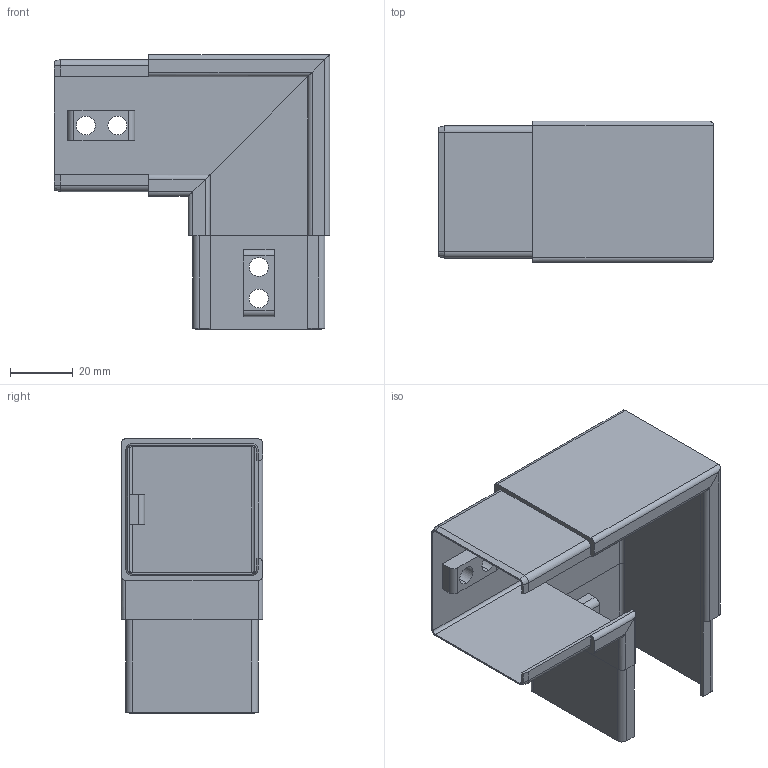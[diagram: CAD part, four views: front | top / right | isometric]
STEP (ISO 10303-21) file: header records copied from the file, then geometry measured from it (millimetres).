
FILE_DESCRIPTION (( 'STEP AP203' ), '1' );
FILE_NAME ('3D_GN6015_40x40_188461200.STEP', '2024-09-25T06:59:39', ( '' ), ( '' ), 'SwSTEP 2.0', 'SolidWorks 2024', '' );
FILE_SCHEMA (( 'CONFIG_CONTROL_DESIGN' ));
Length unit declared in the file: millimetre
Products named in the file (1): 3D_GN6015_40x40_188461200
Bounding box: 87.5 x 45 x 87.25 mm (x, y, z)
Volume: 33265.2 mm3; surface area: 36527.6 mm2
Topology: 1 solids, 1 shells, 111 faces, 270 edges, 163 vertices
Faces by surface type: plane 59, cylinder 44, cone 8
Entity records: 3278 total; most frequent: CARTESIAN_POINT 575, DIRECTION 553, ORIENTED_EDGE 540, EDGE_CURVE 270, VECTOR 191, LINE 191, AXIS2_PLACEMENT_3D 181, VERTEX_POINT 163
